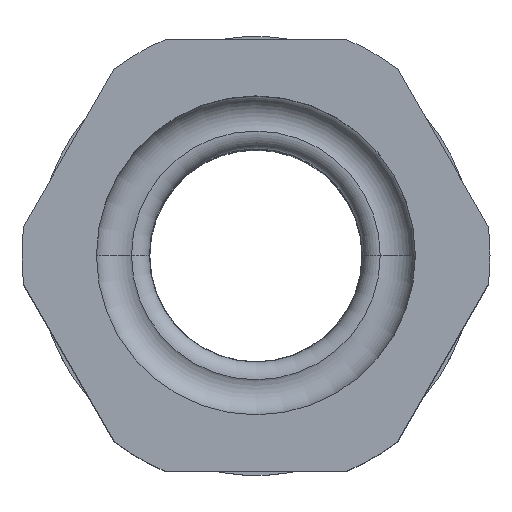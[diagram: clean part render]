
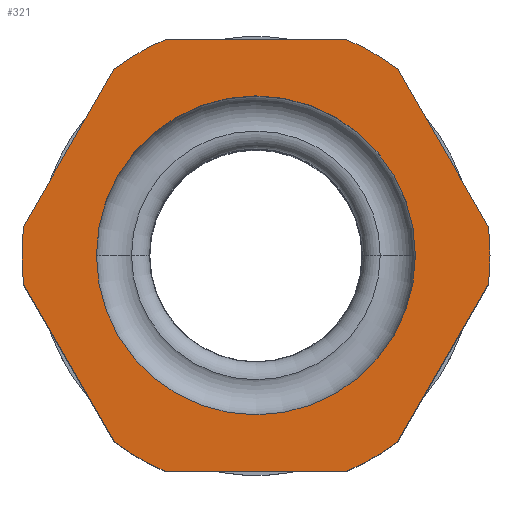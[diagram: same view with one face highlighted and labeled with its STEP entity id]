
A CAD part, top view. The second image highlights one B-rep face of the part: STEP entity #321.
In plain terms, the highlighted planar face has unit normal (0, 0, 1).
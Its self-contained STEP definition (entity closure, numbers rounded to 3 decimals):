
#177 = AXIS2_PLACEMENT_3D ( 'NONE', #527, #526, #525 ) ;
#179 = FACE_OUTER_BOUND ( 'NONE', #792, .T. ) ;
#184 = FACE_BOUND ( 'NONE', #791, .T. ) ;
#192 = VECTOR ( 'NONE', #545, 1000. ) ;
#194 = VECTOR ( 'NONE', #548, 1000. ) ;
#198 = VECTOR ( 'NONE', #557, 1000. ) ;
#201 = VECTOR ( 'NONE', #566, 1000. ) ;
#203 = VECTOR ( 'NONE', #572, 1000. ) ;
#206 = VECTOR ( 'NONE', #581, 1000. ) ;
#209 = AXIS2_PLACEMENT_3D ( 'NONE', #587, #586, #585 ) ;
#210 = AXIS2_PLACEMENT_3D ( 'NONE', #590, #589, #588 ) ;
#211 = AXIS2_PLACEMENT_3D ( 'NONE', #602, #601, #600 ) ;
#213 = AXIS2_PLACEMENT_3D ( 'NONE', #608, #604, #603 ) ;
#214 = AXIS2_PLACEMENT_3D ( 'NONE', #599, #598, #597 ) ;
#215 = AXIS2_PLACEMENT_3D ( 'NONE', #596, #595, #594 ) ;
#216 = AXIS2_PLACEMENT_3D ( 'NONE', #593, #592, #591 ) ;
#296 = EDGE_CURVE ( 'NONE', #1236, #1373, #929, .T. ) ;
#297 = EDGE_CURVE ( 'NONE', #1371, #1372, #928, .T. ) ;
#298 = EDGE_CURVE ( 'NONE', #1369, #1370, #927, .T. ) ;
#299 = EDGE_CURVE ( 'NONE', #1367, #1368, #926, .T. ) ;
#300 = EDGE_CURVE ( 'NONE', #1365, #1366, #925, .T. ) ;
#301 = EDGE_CURVE ( 'NONE', #1374, #1364, #924, .T. ) ;
#302 = EDGE_CURVE ( 'NONE', #1239, #1243, #923, .T. ) ;
#303 = EDGE_CURVE ( 'NONE', #1373, #1374, #583, .T. ) ;
#306 = EDGE_CURVE ( 'NONE', #1372, #1242, #574, .T. ) ;
#308 = EDGE_CURVE ( 'NONE', #1370, #1371, #568, .T. ) ;
#311 = EDGE_CURVE ( 'NONE', #1368, #1369, #559, .T. ) ;
#314 = EDGE_CURVE ( 'NONE', #1366, #1367, #550, .T. ) ;
#315 = EDGE_CURVE ( 'NONE', #1364, #1365, #547, .T. ) ;
#321 = ADVANCED_FACE ( 'NONE', ( #184, #179 ), #528, .T. ) ;
#525 = DIRECTION ( 'NONE',  ( 1., 0., 0. ) ) ;
#526 = DIRECTION ( 'NONE',  ( 0., 0., 1. ) ) ;
#527 = CARTESIAN_POINT ( 'NONE',  ( 0., 0., 33. ) ) ;
#528 = PLANE ( 'NONE',  #177 ) ;
#545 = DIRECTION ( 'NONE',  ( -1., 0., 0. ) ) ;
#546 = CARTESIAN_POINT ( 'NONE',  ( 8.516, 14.75, 33. ) ) ;
#547 = LINE ( 'NONE', #546, #192 ) ;
#548 = DIRECTION ( 'NONE',  ( -0.5, -0.866, 0. ) ) ;
#549 = CARTESIAN_POINT ( 'NONE',  ( -8.516, 14.75, 33. ) ) ;
#550 = LINE ( 'NONE', #549, #194 ) ;
#557 = DIRECTION ( 'NONE',  ( 0.5, -0.866, 0. ) ) ;
#558 = CARTESIAN_POINT ( 'NONE',  ( -17.032, 0., 33. ) ) ;
#559 = LINE ( 'NONE', #558, #198 ) ;
#566 = DIRECTION ( 'NONE',  ( 1., 0., 0. ) ) ;
#567 = CARTESIAN_POINT ( 'NONE',  ( -8.516, -14.75, 33. ) ) ;
#568 = LINE ( 'NONE', #567, #201 ) ;
#572 = DIRECTION ( 'NONE',  ( 0.5, 0.866, 0. ) ) ;
#573 = CARTESIAN_POINT ( 'NONE',  ( 8.516, -14.75, 33. ) ) ;
#574 = LINE ( 'NONE', #573, #203 ) ;
#581 = DIRECTION ( 'NONE',  ( -0.5, 0.866, 0. ) ) ;
#582 = CARTESIAN_POINT ( 'NONE',  ( 17.032, 0., 33. ) ) ;
#583 = LINE ( 'NONE', #582, #206 ) ;
#585 = DIRECTION ( 'NONE',  ( 1., 0., 0. ) ) ;
#586 = DIRECTION ( 'NONE',  ( 0., 0., 1. ) ) ;
#587 = CARTESIAN_POINT ( 'NONE',  ( 0., 0., 33. ) ) ;
#588 = DIRECTION ( 'NONE',  ( 1., 0., 0. ) ) ;
#589 = DIRECTION ( 'NONE',  ( 0., 0., 1. ) ) ;
#590 = CARTESIAN_POINT ( 'NONE',  ( 0., 0., 33. ) ) ;
#591 = DIRECTION ( 'NONE',  ( 1., 0., 0. ) ) ;
#592 = DIRECTION ( 'NONE',  ( 0., 0., 1. ) ) ;
#593 = CARTESIAN_POINT ( 'NONE',  ( 0., 0., 33. ) ) ;
#594 = DIRECTION ( 'NONE',  ( 1., 0., 0. ) ) ;
#595 = DIRECTION ( 'NONE',  ( 0., 0., 1. ) ) ;
#596 = CARTESIAN_POINT ( 'NONE',  ( 0., 0., 33. ) ) ;
#597 = DIRECTION ( 'NONE',  ( 1., 0., 0. ) ) ;
#598 = DIRECTION ( 'NONE',  ( 0., 0., 1. ) ) ;
#599 = CARTESIAN_POINT ( 'NONE',  ( 0., 0., 33. ) ) ;
#600 = DIRECTION ( 'NONE',  ( 1., 0., 0. ) ) ;
#601 = DIRECTION ( 'NONE',  ( 0., 0., 1. ) ) ;
#602 = CARTESIAN_POINT ( 'NONE',  ( 0., 0., 33. ) ) ;
#603 = DIRECTION ( 'NONE',  ( 1., 0., 0. ) ) ;
#604 = DIRECTION ( 'NONE',  ( 0., 0., 1. ) ) ;
#608 = CARTESIAN_POINT ( 'NONE',  ( 0., 0., 33. ) ) ;
#791 = EDGE_LOOP ( 'NONE', ( #1209, #1205 ) ) ;
#792 = EDGE_LOOP ( 'NONE', ( #1207, #1204, #1206, #1203, #1202, #1201, #1200, #1199, #1198, #1197, #1195, #1194, #1196 ) ) ;
#923 = CIRCLE ( 'NONE', #209, 10.9 ) ;
#924 = CIRCLE ( 'NONE', #210, 16. ) ;
#925 = CIRCLE ( 'NONE', #216, 16. ) ;
#926 = CIRCLE ( 'NONE', #215, 16. ) ;
#927 = CIRCLE ( 'NONE', #214, 16. ) ;
#928 = CIRCLE ( 'NONE', #211, 16. ) ;
#929 = CIRCLE ( 'NONE', #213, 16. ) ;
#1194 = ORIENTED_EDGE ( 'NONE', *, *, #2771, .T. ) ;
#1195 = ORIENTED_EDGE ( 'NONE', *, *, #306, .T. ) ;
#1196 = ORIENTED_EDGE ( 'NONE', *, *, #296, .T. ) ;
#1197 = ORIENTED_EDGE ( 'NONE', *, *, #297, .T. ) ;
#1198 = ORIENTED_EDGE ( 'NONE', *, *, #308, .T. ) ;
#1199 = ORIENTED_EDGE ( 'NONE', *, *, #298, .T. ) ;
#1200 = ORIENTED_EDGE ( 'NONE', *, *, #311, .T. ) ;
#1201 = ORIENTED_EDGE ( 'NONE', *, *, #299, .T. ) ;
#1202 = ORIENTED_EDGE ( 'NONE', *, *, #314, .T. ) ;
#1203 = ORIENTED_EDGE ( 'NONE', *, *, #300, .T. ) ;
#1204 = ORIENTED_EDGE ( 'NONE', *, *, #301, .T. ) ;
#1205 = ORIENTED_EDGE ( 'NONE', *, *, #2728, .F. ) ;
#1206 = ORIENTED_EDGE ( 'NONE', *, *, #315, .T. ) ;
#1207 = ORIENTED_EDGE ( 'NONE', *, *, #303, .T. ) ;
#1209 = ORIENTED_EDGE ( 'NONE', *, *, #302, .F. ) ;
#1236 = VERTEX_POINT ( 'NONE', #2371 ) ;
#1239 = VERTEX_POINT ( 'NONE', #2368 ) ;
#1242 = VERTEX_POINT ( 'NONE', #2365 ) ;
#1243 = VERTEX_POINT ( 'NONE', #2364 ) ;
#1364 = VERTEX_POINT ( 'NONE', #2275 ) ;
#1365 = VERTEX_POINT ( 'NONE', #2274 ) ;
#1366 = VERTEX_POINT ( 'NONE', #2273 ) ;
#1367 = VERTEX_POINT ( 'NONE', #2272 ) ;
#1368 = VERTEX_POINT ( 'NONE', #2271 ) ;
#1369 = VERTEX_POINT ( 'NONE', #2270 ) ;
#1370 = VERTEX_POINT ( 'NONE', #2269 ) ;
#1371 = VERTEX_POINT ( 'NONE', #2268 ) ;
#1372 = VERTEX_POINT ( 'NONE', #2267 ) ;
#1373 = VERTEX_POINT ( 'NONE', #2266 ) ;
#1374 = VERTEX_POINT ( 'NONE', #2265 ) ;
#1536 = CARTESIAN_POINT ( 'NONE',  ( 0., 0., 33. ) ) ;
#1537 = DIRECTION ( 'NONE',  ( 0., 0., 1. ) ) ;
#1538 = DIRECTION ( 'NONE',  ( 1., 0., 0. ) ) ;
#1874 = AXIS2_PLACEMENT_3D ( 'NONE', #2547, #2546, #2545 ) ;
#1908 = AXIS2_PLACEMENT_3D ( 'NONE', #1536, #1537, #1538 ) ;
#2060 = CIRCLE ( 'NONE', #1908, 16. ) ;
#2078 = CIRCLE ( 'NONE', #1874, 10.9 ) ;
#2265 = CARTESIAN_POINT ( 'NONE',  ( 9.674, 12.744, 33. ) ) ;
#2266 = CARTESIAN_POINT ( 'NONE',  ( 15.874, 2.006, 33. ) ) ;
#2267 = CARTESIAN_POINT ( 'NONE',  ( 9.674, -12.744, 33. ) ) ;
#2268 = CARTESIAN_POINT ( 'NONE',  ( 6.2, -14.75, 33. ) ) ;
#2269 = CARTESIAN_POINT ( 'NONE',  ( -6.2, -14.75, 33. ) ) ;
#2270 = CARTESIAN_POINT ( 'NONE',  ( -9.674, -12.744, 33. ) ) ;
#2271 = CARTESIAN_POINT ( 'NONE',  ( -15.874, -2.006, 33. ) ) ;
#2272 = CARTESIAN_POINT ( 'NONE',  ( -15.874, 2.006, 33. ) ) ;
#2273 = CARTESIAN_POINT ( 'NONE',  ( -9.674, 12.744, 33. ) ) ;
#2274 = CARTESIAN_POINT ( 'NONE',  ( -6.2, 14.75, 33. ) ) ;
#2275 = CARTESIAN_POINT ( 'NONE',  ( 6.2, 14.75, 33. ) ) ;
#2364 = CARTESIAN_POINT ( 'NONE',  ( -10.9, 0., 33. ) ) ;
#2365 = CARTESIAN_POINT ( 'NONE',  ( 15.874, -2.006, 33. ) ) ;
#2368 = CARTESIAN_POINT ( 'NONE',  ( 10.9, 0., 33. ) ) ;
#2371 = CARTESIAN_POINT ( 'NONE',  ( 16., 0., 33. ) ) ;
#2545 = DIRECTION ( 'NONE',  ( 1., 0., 0. ) ) ;
#2546 = DIRECTION ( 'NONE',  ( 0., 0., 1. ) ) ;
#2547 = CARTESIAN_POINT ( 'NONE',  ( 0., 0., 33. ) ) ;
#2728 = EDGE_CURVE ( 'NONE', #1243, #1239, #2078, .T. ) ;
#2771 = EDGE_CURVE ( 'NONE', #1242, #1236, #2060, .T. ) ;
